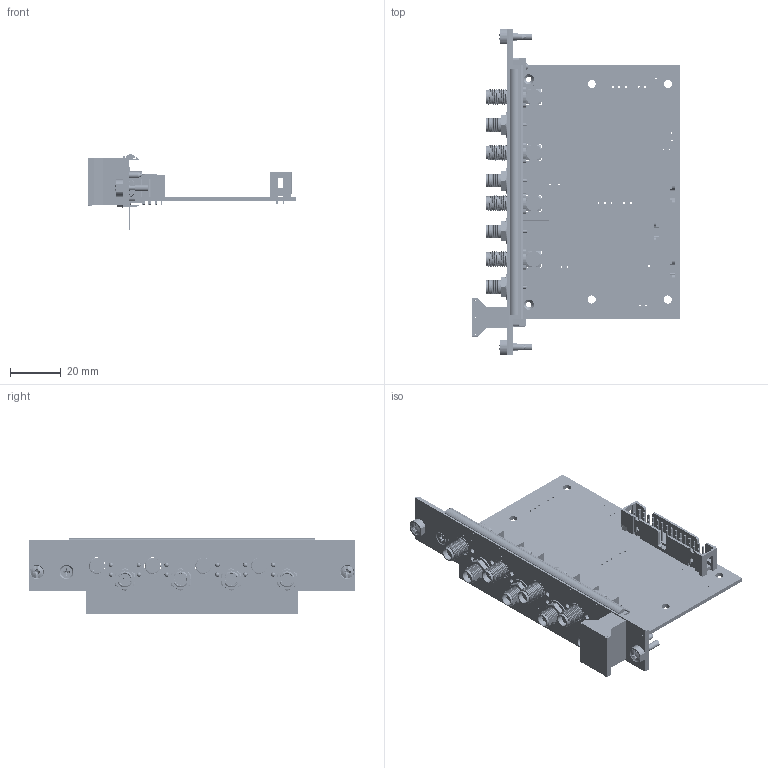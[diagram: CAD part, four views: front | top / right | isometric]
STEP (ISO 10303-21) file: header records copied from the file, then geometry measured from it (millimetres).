
FILE_DESCRIPTION(('FreeCAD Model'),'2;1');
FILE_NAME('Open CASCADE Shape Model','2024-10-25T12:16:46',(''),(''), 'Open CASCADE STEP processor 7.6','FreeCAD','Unknown');
FILE_SCHEMA(('CONFIG_CONTROL_DESIGN','SHAPE_APPEARANCE_LAYER_MIM'));
Length unit declared in the file: millimetre
Products named in the file (140): Unnamed1; PCB; Board; Open CASCADE STEP translator 7.5 1.1.1; J16; 3M_N2530-6002RB061; 3M_N2530-6002RB; 3M_N2530-6002RB001; 3M_N2530-6002RB002; 3M_N2530-6002RB003; 3M_N2530-6002RB004; 3M_N2530-6002RB005; 3M_N2530-6002RB006; 3M_N2530-6002RB007; 3M_N2530-6002RB008; 3M_N2530-6002RB009; 3M_N2530-6002RB010; 3M_N2530-6002RB011; 3M_N2530-6002RB012; 3M_N2530-6002RB013; 3M_N2530-6002RB014; 3M_N2530-6002RB015; 3M_N2530-6002RB016; 3M_N2530-6002RB017; 3M_N2530-6002RB018; 3M_N2530-6002RB019; 3M_N2530-6002RB020; 3M_N2530-6002RB021; 3M_N2530-6002RB022; 3M_N2530-6002RB023; 3M_N2530-6002RB024; 3M_N2530-6002RB025; 3M_N2530-6002RB026; 3M_N2530-6002RB027; 3M_N2530-6002RB028; 3M_N2530-6002RB029; 3M_N2530-6002RB030; 3M_N2530-6002RB031; 3M_N2530-6002RB032; 3M_N2530-6002RB033 ...
Assembly tree (220 placements, depth 6):
  Unnamed1
    PCB
      Board
        Open CASCADE STEP translator 7.5 1.1.1
      J16
        3M_N2530-6002RB061
          3M_N2530-6002RB
          3M_N2530-6002RB001
          3M_N2530-6002RB002
          3M_N2530-6002RB003
          3M_N2530-6002RB004
          3M_N2530-6002RB005
          3M_N2530-6002RB006
          3M_N2530-6002RB007
          3M_N2530-6002RB008
          3M_N2530-6002RB009
          3M_N2530-6002RB010
          3M_N2530-6002RB011
          3M_N2530-6002RB012
          3M_N2530-6002RB013
          3M_N2530-6002RB014
          3M_N2530-6002RB015
          3M_N2530-6002RB016
          3M_N2530-6002RB017
          3M_N2530-6002RB018
          3M_N2530-6002RB019
          3M_N2530-6002RB020
          3M_N2530-6002RB021
          3M_N2530-6002RB022
          3M_N2530-6002RB023
          3M_N2530-6002RB024
          3M_N2530-6002RB025
          3M_N2530-6002RB026
          3M_N2530-6002RB027
          3M_N2530-6002RB028
          3M_N2530-6002RB029
          3M_N2530-6002RB030
          3M_N2530-6002RB031
          3M_N2530-6002RB032
          3M_N2530-6002RB033
          3M_N2530-6002RB034
          3M_N2530-6002RB035
          3M_N2530-6002RB036
          3M_N2530-6002RB037
          3M_N2530-6002RB038
          3M_N2530-6002RB039
          3M_N2530-6002RB040
          3M_N2530-6002RB041
          3M_N2530-6002RB042
          3M_N2530-6002RB043
          3M_N2530-6002RB044
          3M_N2530-6002RB045
          3M_N2530-6002RB046
          3M_N2530-6002RB047
          3M_N2530-6002RB048
          3M_N2530-6002RB049
          3M_N2530-6002RB050
          3M_N2530-6002RB051
          3M_N2530-6002RB052
          3M_N2530-6002RB053
Bounding box: 82.4 x 128.4 x 29.73 mm (x, y, z)
Volume: 28555.2 mm3; surface area: 48488.8 mm2
Topology: 185 solids, 185 shells, 5670 faces, 15236 edges, 10151 vertices
Faces by surface type: plane 3340, cylinder 1069, bspline 821, cone 336, sphere 79, torus 25
Full cylindrical faces by diameter (mm): 0.255 x1, 0.329 x1, 0.6 x12, 0.72 x1, 0.8 x10, 0.95 x4, 1 x58, 1.1 x4, 1.27 x8, 1.4 x4, 1.5 x16, 1.9 x2, 2 x12, 2.1 x4, 2.224 x1, 2.275 x1, 2.5 x4, 2.54 x8, 2.6 x2, 2.7 x2, 2.8 x1, 2.9 x1, 3.2 x4, 4.102 x8, 4.243 x4, 4.547 x4, 4.6 x4, 4.648 x8, 4.653 x4, 4.7 x1
Entity records: 143482 total; most frequent: CARTESIAN_POINT 37097, ORIENTED_EDGE 21394, DIRECTION 17510, EDGE_CURVE 10697, LINE 8328, VECTOR 8328, VERTEX_POINT 7127, AXIS2_PLACEMENT_3D 4591
